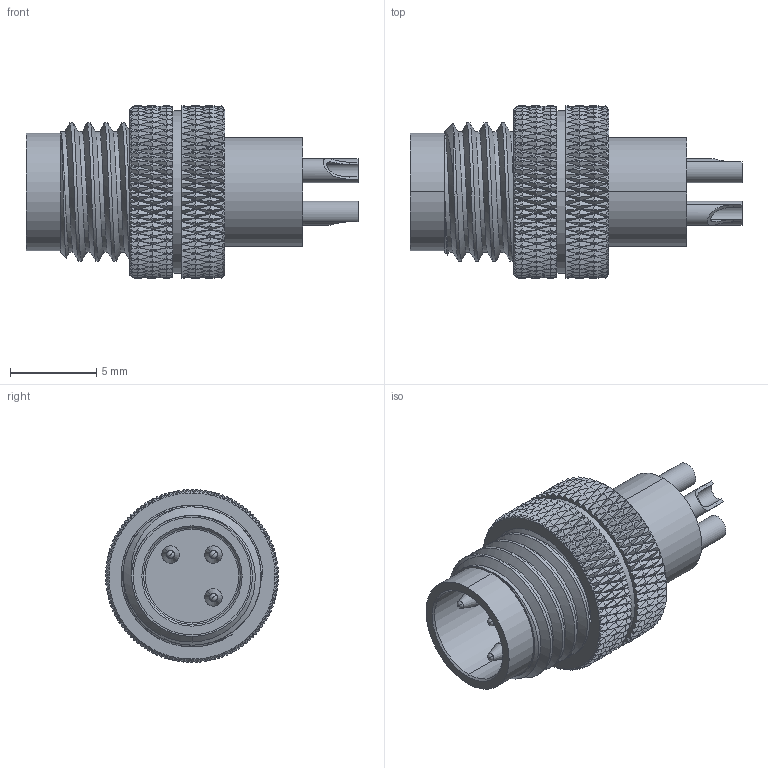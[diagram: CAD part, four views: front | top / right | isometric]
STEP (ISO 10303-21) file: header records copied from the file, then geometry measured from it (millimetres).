
FILE_DESCRIPTION (( 'STEP AP203' ), '1' );
FILE_NAME ('50-00675_A.STEP', '2022-05-10T18:07:02', ( '' ), ( '' ), 'SwSTEP 2.0', 'SolidWorks 2021', '' );
FILE_SCHEMA (( 'CONFIG_CONTROL_DESIGN' ));
Length unit declared in the file: millimetre
Products named in the file (4): 50-00675-02___; 50-00675_A; 50-00675-01___; 50-00675-03___
Assembly tree (5 placements, depth 2):
  50-00675_A
    50-00675-01___
    50-00675-02___
    50-00675-03___  x3
Bounding box: 19.2 x 10 x 10 mm (x, y, z)
Volume: 668.5 mm3; surface area: 1543.4 mm2
Topology: 5 solids, 5 shells, 2561 faces, 5389 edges, 2852 vertices
Faces by surface type: bspline 1924, cylinder 432, cone 145, plane 34, torus 20, sphere 6
Entity records: 126811 total; most frequent: CARTESIAN_POINT 89914, ORIENTED_EDGE 10486, EDGE_CURVE 5243, B_SPLINE_CURVE_WITH_KNOTS 4877, VERTEX_POINT 2768, EDGE_LOOP 2513, FACE_OUTER_BOUND 2493, ADVANCED_FACE 2493
